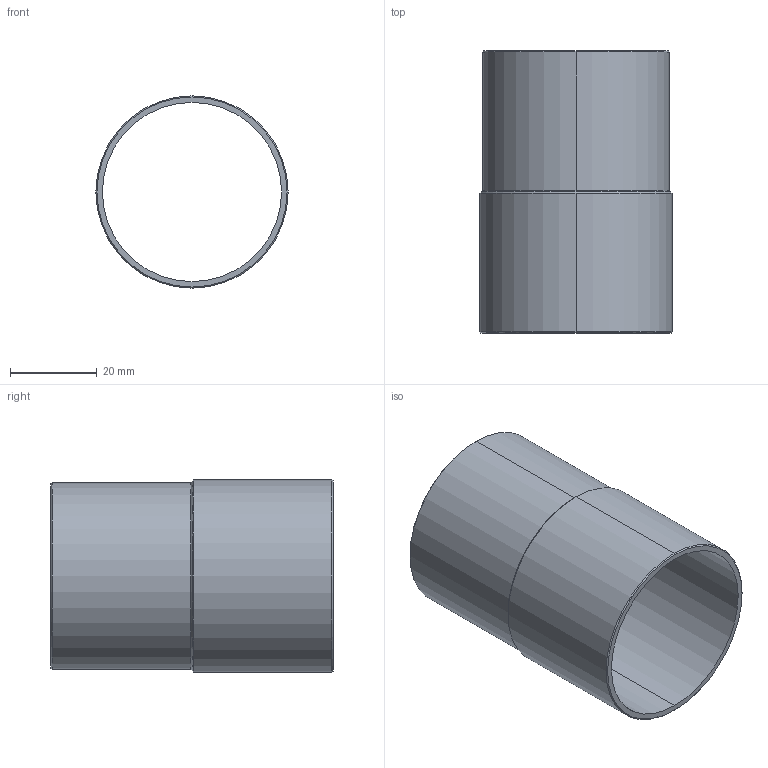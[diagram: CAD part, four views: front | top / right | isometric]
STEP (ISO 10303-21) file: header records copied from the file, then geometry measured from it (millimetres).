
FILE_DESCRIPTION (( 'STEP AP203' ), '1' );
FILE_NAME ('50116-240.STEP', '2016-04-29T09:58:01', ( '' ), ( '' ), 'SwSTEP 2.0', 'SolidWorks 2015', '' );
FILE_SCHEMA (( 'CONFIG_CONTROL_DESIGN' ));
Length unit declared in the file: millimetre
Products named in the file (1): 50116-240
Bounding box: 44.3 x 65 x 44.3 mm (x, y, z)
Volume: 10423.5 mm3; surface area: 17681.2 mm2
Topology: 1 solids, 1 shells, 227 faces, 593 edges, 392 vertices
Faces by surface type: plane 100, bspline 89, cylinder 30, cone 8
Entity records: 10780 total; most frequent: CARTESIAN_POINT 5696, ORIENTED_EDGE 1186, DIRECTION 773, EDGE_CURVE 593, VERTEX_POINT 392, LINE 287, VECTOR 287, EDGE_LOOP 253
